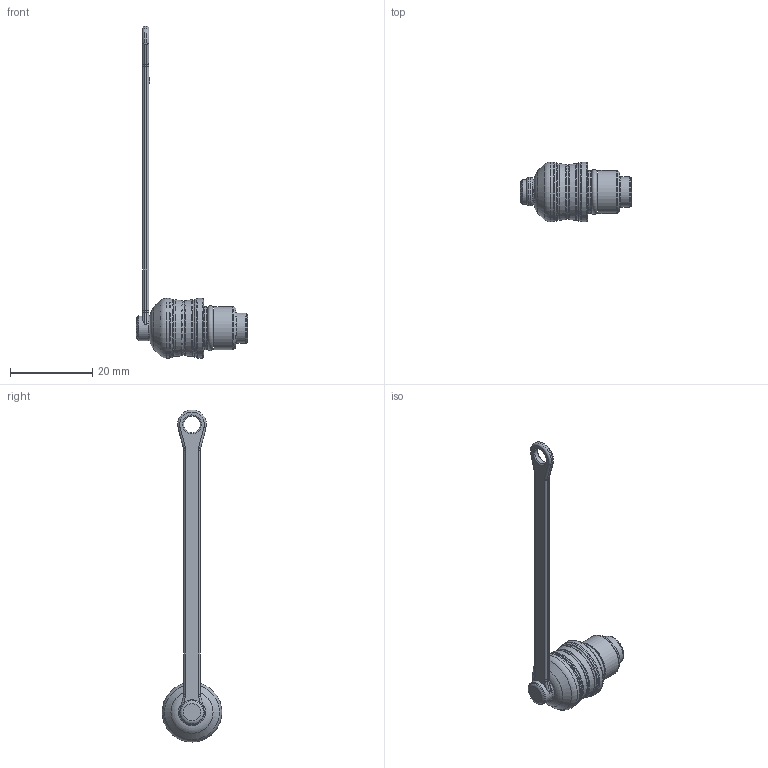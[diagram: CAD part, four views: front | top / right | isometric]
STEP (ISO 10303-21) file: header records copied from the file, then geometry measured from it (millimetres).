
FILE_DESCRIPTION(/* description */ (''),/* implementation_level */ '2;1');
FILE_NAME(/* name */ '08-2966-000-000_bg.stp',/* time_stamp */ '2010-07-23T12:27:44+02:00',/* author */ (''),/* organization */ (''),/* preprocessor_version */ 'ST-DEVELOPER v11',/* originating_system */ 'UGS - NX 5.0',/* authorisation */ '');
FILE_SCHEMA (('CONFIG_CONTROL_DESIGN'));
Length unit declared in the file: millimetre
Products named in the file (1): kborE8FC08cv
Bounding box: 27 x 14.5 x 80.74 mm (x, y, z)
Volume: 2526.1 mm3; surface area: 2489.3 mm2
Topology: 2 solids, 2 shells, 105 faces, 236 edges, 141 vertices
Faces by surface type: torus 42, plane 31, cylinder 26, cone 6
Full cylindrical faces by diameter (mm): 4 x1, 5.9 x1, 6 x1, 7.3 x1, 8.7 x1, 10.5 x2, 14.5 x2
Entity records: 2650 total; most frequent: DIRECTION 480, CARTESIAN_POINT 426, ORIENTED_EDGE 354, AXIS2_PLACEMENT_3D 201, EDGE_CURVE 177, EDGE_LOOP 160, VERTEX_POINT 131, FACE_BOUND 112
